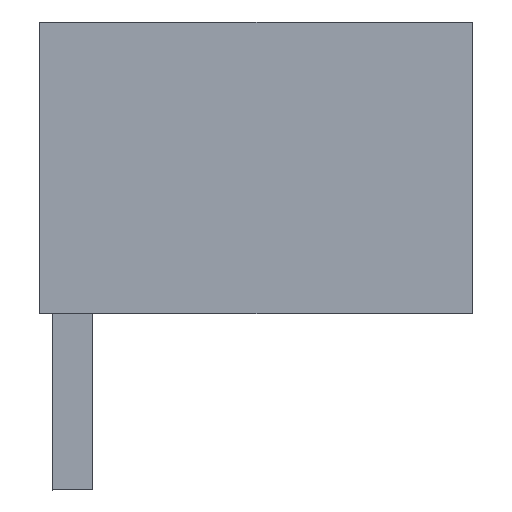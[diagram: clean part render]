
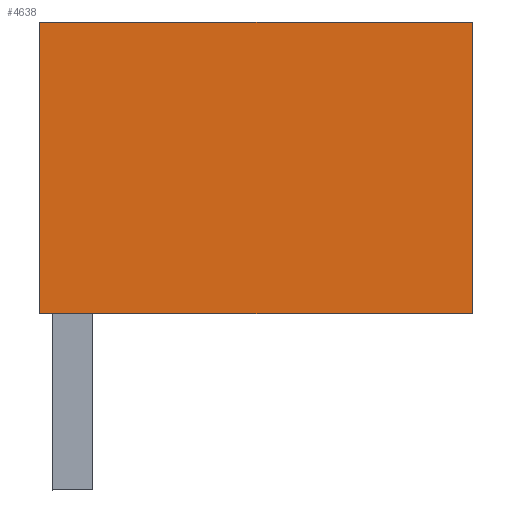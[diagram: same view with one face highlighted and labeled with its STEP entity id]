
A CAD part, left-side view. The second image highlights one B-rep face of the part: STEP entity #4638.
In plain terms, the highlighted planar face has unit normal (-1, 0, 0).
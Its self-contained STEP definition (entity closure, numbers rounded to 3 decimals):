
#4625=AXIS2_PLACEMENT_3D('Plane Axis2P3D',#4622,#4623,#4624) ;
#1634=CARTESIAN_POINT('Vertex',(0.,11.05,4.5)) ;
#1637=CARTESIAN_POINT('Line Origine',(0.,11.05,8.225)) ;
#1641=CARTESIAN_POINT('Vertex',(0.,11.05,11.95)) ;
#1935=CARTESIAN_POINT('Line Origine',(0.,5.525,4.5)) ;
#1939=CARTESIAN_POINT('Vertex',(0.,0.,4.5)) ;
#3903=CARTESIAN_POINT('Line Origine',(0.,5.525,11.95)) ;
#3907=CARTESIAN_POINT('Vertex',(0.,0.,11.95)) ;
#4622=CARTESIAN_POINT('Axis2P3D Location',(0.,-2.377,1.3)) ;
#4627=CARTESIAN_POINT('Line Origine',(0.,0.,8.225)) ;
#1638=DIRECTION('Vector Direction',(0.,0.,-1.)) ;
#1936=DIRECTION('Vector Direction',(0.,1.,0.)) ;
#3904=DIRECTION('Vector Direction',(0.,-1.,0.)) ;
#4623=DIRECTION('Axis2P3D Direction',(1.,-0.,0.)) ;
#4624=DIRECTION('Axis2P3D XDirection',(0.,1.,0.)) ;
#4628=DIRECTION('Vector Direction',(0.,0.,1.)) ;
#1639=VECTOR('Line Direction',#1638,1.) ;
#1937=VECTOR('Line Direction',#1936,1.) ;
#3905=VECTOR('Line Direction',#3904,1.) ;
#4629=VECTOR('Line Direction',#4628,1.) ;
#4633=ORIENTED_EDGE('',*,*,#3909,.F.) ;
#4634=ORIENTED_EDGE('',*,*,#1643,.T.) ;
#4635=ORIENTED_EDGE('',*,*,#1941,.F.) ;
#4636=ORIENTED_EDGE('',*,*,#4631,.T.) ;
#4638=ADVANCED_FACE('HOUSING',(#4637),#4626,.F.) ;
#1643=EDGE_CURVE('',#1642,#1635,#1640,.T.) ;
#1941=EDGE_CURVE('',#1940,#1635,#1938,.T.) ;
#3909=EDGE_CURVE('',#1642,#3908,#3906,.T.) ;
#4631=EDGE_CURVE('',#1940,#3908,#4630,.T.) ;
#4632=EDGE_LOOP('',(#4633,#4634,#4635,#4636)) ;
#4637=FACE_OUTER_BOUND('',#4632,.T.) ;
#1640=LINE('Line',#1637,#1639) ;
#1938=LINE('Line',#1935,#1937) ;
#3906=LINE('Line',#3903,#3905) ;
#4630=LINE('Line',#4627,#4629) ;
#4626=PLANE('',#4625) ;
#1635=VERTEX_POINT('',#1634) ;
#1642=VERTEX_POINT('',#1641) ;
#1940=VERTEX_POINT('',#1939) ;
#3908=VERTEX_POINT('',#3907) ;
